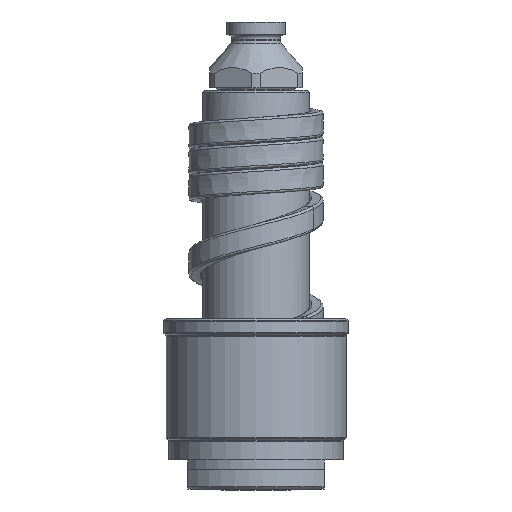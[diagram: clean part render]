
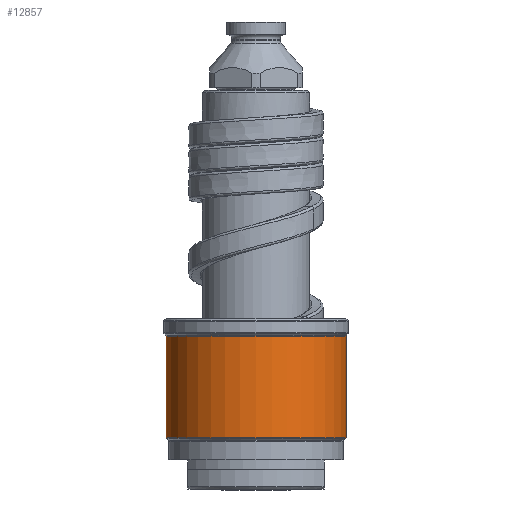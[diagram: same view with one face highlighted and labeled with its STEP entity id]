
A CAD part, front view. The second image highlights one B-rep face of the part: STEP entity #12857.
In plain terms, the highlighted cylindrical face has radius 18.5 mm (diameter 37 mm), a partial arc.
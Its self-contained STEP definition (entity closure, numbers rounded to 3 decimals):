
#4754=CARTESIAN_POINT('',(0.,0.,10.583));
#4755=DIRECTION('',(0.,0.,1.));
#4756=DIRECTION('',(-1.,0.,0.));
#4757=AXIS2_PLACEMENT_3D('',#4754,#4755,#4756);
#4759=DIRECTION('',(0.,0.,-1.));
#4760=VECTOR('',#4759,20.834);
#4761=CARTESIAN_POINT('',(-18.5,0.,31.417));
#4762=LINE('',#4761,#4760);
#4763=CARTESIAN_POINT('',(0.,0.,31.417));
#4764=DIRECTION('',(0.,0.,1.));
#4765=DIRECTION('',(-1.,0.,0.));
#4766=AXIS2_PLACEMENT_3D('',#4763,#4764,#4765);
#4768=DIRECTION('',(0.,0.,-1.));
#4769=VECTOR('',#4768,20.834);
#4770=CARTESIAN_POINT('',(18.5,0.,31.417));
#4771=LINE('',#4770,#4769);
#5430=CARTESIAN_POINT('',(18.5,0.,31.417));
#5431=CARTESIAN_POINT('',(-18.5,0.,31.417));
#5432=VERTEX_POINT('',#5430);
#5433=VERTEX_POINT('',#5431);
#5456=CARTESIAN_POINT('',(18.5,0.,10.583));
#5457=VERTEX_POINT('',#5456);
#5458=CARTESIAN_POINT('',(-18.5,0.,10.583));
#5459=VERTEX_POINT('',#5458);
#12843=CARTESIAN_POINT('',(0.,0.,8.75));
#12844=DIRECTION('',(0.,0.,1.));
#12845=DIRECTION('',(-1.,0.,0.));
#12846=AXIS2_PLACEMENT_3D('',#12843,#12844,#12845);
#12847=CYLINDRICAL_SURFACE('',#12846,18.5);
#12849=ORIENTED_EDGE('',*,*,#12848,.F.);
#12851=ORIENTED_EDGE('',*,*,#12850,.F.);
#12852=ORIENTED_EDGE('',*,*,#12833,.T.);
#12854=ORIENTED_EDGE('',*,*,#12853,.T.);
#12855=EDGE_LOOP('',(#12849,#12851,#12852,#12854));
#12856=FACE_OUTER_BOUND('',#12855,.F.);
#4758=CIRCLE('',#4757,18.5);
#4767=CIRCLE('',#4766,18.5);
#12833=EDGE_CURVE('',#5433,#5432,#4767,.T.);
#12848=EDGE_CURVE('',#5459,#5457,#4758,.T.);
#12850=EDGE_CURVE('',#5433,#5459,#4762,.T.);
#12853=EDGE_CURVE('',#5432,#5457,#4771,.T.);
#12857=ADVANCED_FACE('',(#12856),#12847,.T.);
